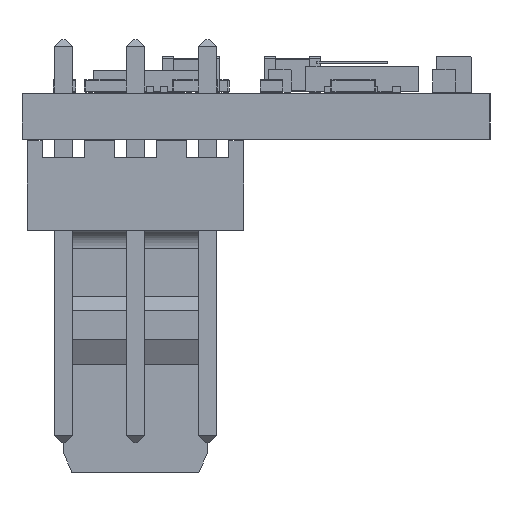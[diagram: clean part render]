
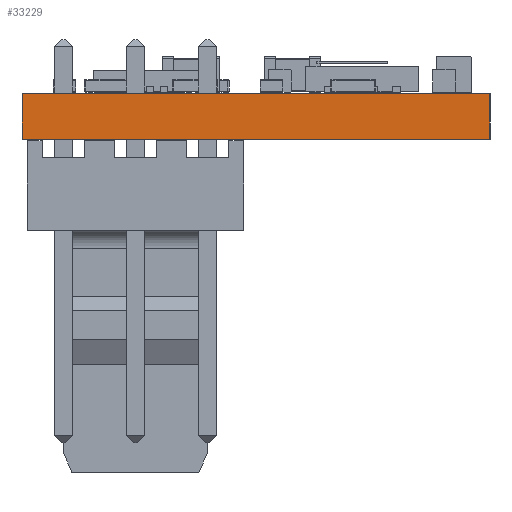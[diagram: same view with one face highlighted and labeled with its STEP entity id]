
A CAD part, left-side view. The second image highlights one B-rep face of the part: STEP entity #33229.
In plain terms, the highlighted planar face has unit normal (-1, 0, 0).
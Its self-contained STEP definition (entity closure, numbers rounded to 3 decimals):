
#33229 = ADVANCED_FACE('',(#33230),#33244,.F.);
#33230 = FACE_BOUND('',#33231,.F.);
#33231 = EDGE_LOOP('',(#33232,#33267,#33295,#33323));
#33232 = ORIENTED_EDGE('',*,*,#33233,.T.);
#33233 = EDGE_CURVE('',#33234,#33236,#33238,.T.);
#33234 = VERTEX_POINT('',#33235);
#33235 = CARTESIAN_POINT('',(89.,-88.,0.));
#33236 = VERTEX_POINT('',#33237);
#33237 = CARTESIAN_POINT('',(89.,-88.,1.6));
#33238 = SURFACE_CURVE('',#33239,(#33243,#33255),.PCURVE_S1.);
#33239 = LINE('',#33240,#33241);
#33240 = CARTESIAN_POINT('',(89.,-88.,0.));
#33241 = VECTOR('',#33242,1.);
#33242 = DIRECTION('',(0.,0.,1.));
#33243 = PCURVE('',#33244,#33249);
#33244 = PLANE('',#33245);
#33245 = AXIS2_PLACEMENT_3D('',#33246,#33247,#33248);
#33246 = CARTESIAN_POINT('',(89.,-88.,0.));
#33247 = DIRECTION('',(1.,0.,0.));
#33248 = DIRECTION('',(0.,-1.,0.));
#33249 = DEFINITIONAL_REPRESENTATION('',(#33250),#33254);
#33250 = LINE('',#33251,#33252);
#33251 = CARTESIAN_POINT('',(0.,0.));
#33252 = VECTOR('',#33253,1.);
#33253 = DIRECTION('',(0.,-1.));
#33254 = ( GEOMETRIC_REPRESENTATION_CONTEXT(2) 
PARAMETRIC_REPRESENTATION_CONTEXT() REPRESENTATION_CONTEXT('2D SPACE',''
  ) );
#33255 = PCURVE('',#33256,#33261);
#33256 = PLANE('',#33257);
#33257 = AXIS2_PLACEMENT_3D('',#33258,#33259,#33260);
#33258 = CARTESIAN_POINT('',(111.,-88.,0.));
#33259 = DIRECTION('',(0.,-1.,0.));
#33260 = DIRECTION('',(-1.,0.,0.));
#33261 = DEFINITIONAL_REPRESENTATION('',(#33262),#33266);
#33262 = LINE('',#33263,#33264);
#33263 = CARTESIAN_POINT('',(22.,0.));
#33264 = VECTOR('',#33265,1.);
#33265 = DIRECTION('',(0.,-1.));
#33266 = ( GEOMETRIC_REPRESENTATION_CONTEXT(2) 
PARAMETRIC_REPRESENTATION_CONTEXT() REPRESENTATION_CONTEXT('2D SPACE',''
  ) );
#33267 = ORIENTED_EDGE('',*,*,#33268,.T.);
#33268 = EDGE_CURVE('',#33236,#33269,#33271,.T.);
#33269 = VERTEX_POINT('',#33270);
#33270 = CARTESIAN_POINT('',(89.,-104.5,1.6));
#33271 = SURFACE_CURVE('',#33272,(#33276,#33283),.PCURVE_S1.);
#33272 = LINE('',#33273,#33274);
#33273 = CARTESIAN_POINT('',(89.,-88.,1.6));
#33274 = VECTOR('',#33275,1.);
#33275 = DIRECTION('',(0.,-1.,0.));
#33276 = PCURVE('',#33244,#33277);
#33277 = DEFINITIONAL_REPRESENTATION('',(#33278),#33282);
#33278 = LINE('',#33279,#33280);
#33279 = CARTESIAN_POINT('',(0.,-1.6));
#33280 = VECTOR('',#33281,1.);
#33281 = DIRECTION('',(1.,0.));
#33282 = ( GEOMETRIC_REPRESENTATION_CONTEXT(2) 
PARAMETRIC_REPRESENTATION_CONTEXT() REPRESENTATION_CONTEXT('2D SPACE',''
  ) );
#33283 = PCURVE('',#33284,#33289);
#33284 = PLANE('',#33285);
#33285 = AXIS2_PLACEMENT_3D('',#33286,#33287,#33288);
#33286 = CARTESIAN_POINT('',(89.,-88.,1.6));
#33287 = DIRECTION('',(0.,0.,-1.));
#33288 = DIRECTION('',(-1.,0.,0.));
#33289 = DEFINITIONAL_REPRESENTATION('',(#33290),#33294);
#33290 = LINE('',#33291,#33292);
#33291 = CARTESIAN_POINT('',(0.,0.));
#33292 = VECTOR('',#33293,1.);
#33293 = DIRECTION('',(0.,-1.));
#33294 = ( GEOMETRIC_REPRESENTATION_CONTEXT(2) 
PARAMETRIC_REPRESENTATION_CONTEXT() REPRESENTATION_CONTEXT('2D SPACE',''
  ) );
#33295 = ORIENTED_EDGE('',*,*,#33296,.F.);
#33296 = EDGE_CURVE('',#33297,#33269,#33299,.T.);
#33297 = VERTEX_POINT('',#33298);
#33298 = CARTESIAN_POINT('',(89.,-104.5,0.));
#33299 = SURFACE_CURVE('',#33300,(#33304,#33311),.PCURVE_S1.);
#33300 = LINE('',#33301,#33302);
#33301 = CARTESIAN_POINT('',(89.,-104.5,0.));
#33302 = VECTOR('',#33303,1.);
#33303 = DIRECTION('',(0.,0.,1.));
#33304 = PCURVE('',#33244,#33305);
#33305 = DEFINITIONAL_REPRESENTATION('',(#33306),#33310);
#33306 = LINE('',#33307,#33308);
#33307 = CARTESIAN_POINT('',(16.5,0.));
#33308 = VECTOR('',#33309,1.);
#33309 = DIRECTION('',(0.,-1.));
#33310 = ( GEOMETRIC_REPRESENTATION_CONTEXT(2) 
PARAMETRIC_REPRESENTATION_CONTEXT() REPRESENTATION_CONTEXT('2D SPACE',''
  ) );
#33311 = PCURVE('',#33312,#33317);
#33312 = PLANE('',#33313);
#33313 = AXIS2_PLACEMENT_3D('',#33314,#33315,#33316);
#33314 = CARTESIAN_POINT('',(89.,-104.5,0.));
#33315 = DIRECTION('',(0.,1.,0.));
#33316 = DIRECTION('',(1.,0.,0.));
#33317 = DEFINITIONAL_REPRESENTATION('',(#33318),#33322);
#33318 = LINE('',#33319,#33320);
#33319 = CARTESIAN_POINT('',(0.,0.));
#33320 = VECTOR('',#33321,1.);
#33321 = DIRECTION('',(0.,-1.));
#33322 = ( GEOMETRIC_REPRESENTATION_CONTEXT(2) 
PARAMETRIC_REPRESENTATION_CONTEXT() REPRESENTATION_CONTEXT('2D SPACE',''
  ) );
#33323 = ORIENTED_EDGE('',*,*,#33324,.F.);
#33324 = EDGE_CURVE('',#33234,#33297,#33325,.T.);
#33325 = SURFACE_CURVE('',#33326,(#33330,#33337),.PCURVE_S1.);
#33326 = LINE('',#33327,#33328);
#33327 = CARTESIAN_POINT('',(89.,-88.,0.));
#33328 = VECTOR('',#33329,1.);
#33329 = DIRECTION('',(0.,-1.,0.));
#33330 = PCURVE('',#33244,#33331);
#33331 = DEFINITIONAL_REPRESENTATION('',(#33332),#33336);
#33332 = LINE('',#33333,#33334);
#33333 = CARTESIAN_POINT('',(0.,0.));
#33334 = VECTOR('',#33335,1.);
#33335 = DIRECTION('',(1.,0.));
#33336 = ( GEOMETRIC_REPRESENTATION_CONTEXT(2) 
PARAMETRIC_REPRESENTATION_CONTEXT() REPRESENTATION_CONTEXT('2D SPACE',''
  ) );
#33337 = PCURVE('',#33338,#33343);
#33338 = PLANE('',#33339);
#33339 = AXIS2_PLACEMENT_3D('',#33340,#33341,#33342);
#33340 = CARTESIAN_POINT('',(89.,-88.,0.));
#33341 = DIRECTION('',(0.,0.,-1.));
#33342 = DIRECTION('',(-1.,0.,0.));
#33343 = DEFINITIONAL_REPRESENTATION('',(#33344),#33348);
#33344 = LINE('',#33345,#33346);
#33345 = CARTESIAN_POINT('',(0.,0.));
#33346 = VECTOR('',#33347,1.);
#33347 = DIRECTION('',(0.,-1.));
#33348 = ( GEOMETRIC_REPRESENTATION_CONTEXT(2) 
PARAMETRIC_REPRESENTATION_CONTEXT() REPRESENTATION_CONTEXT('2D SPACE',''
  ) );
